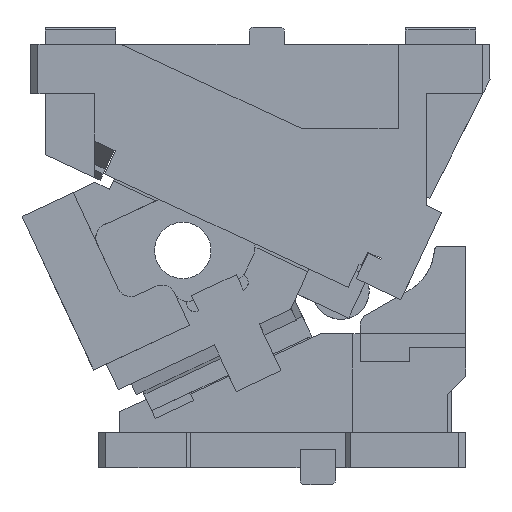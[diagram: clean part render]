
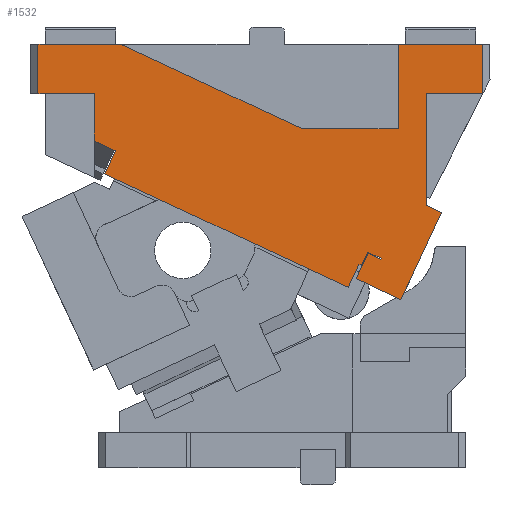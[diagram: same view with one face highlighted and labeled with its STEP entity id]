
A CAD part, left-side view. The second image highlights one B-rep face of the part: STEP entity #1532.
In plain terms, the highlighted planar face has unit normal (-1, 0, 0).
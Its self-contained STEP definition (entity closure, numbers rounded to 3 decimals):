
#295=CARTESIAN_POINT('Vertex',(-362.668,1103.127,0.)) ;
#298=CARTESIAN_POINT('Line Origine',(-362.668,1073.916,0.)) ;
#302=CARTESIAN_POINT('Vertex',(-362.668,1044.704,0.)) ;
#1318=CARTESIAN_POINT('Vertex',(-362.668,1103.127,-35.)) ;
#1321=CARTESIAN_POINT('Line Origine',(-362.668,1103.127,-17.5)) ;
#1333=CARTESIAN_POINT('Axis2P3D Location',(-362.668,943.981,-58.18)) ;
#1338=CARTESIAN_POINT('Line Origine',(-362.668,831.829,-150.021)) ;
#1342=CARTESIAN_POINT('Vertex',(-362.668,817.46,-119.206)) ;
#1344=CARTESIAN_POINT('Vertex',(-362.668,846.198,-180.835)) ;
#1347=CARTESIAN_POINT('Line Origine',(-362.668,822.898,-116.671)) ;
#1351=CARTESIAN_POINT('Vertex',(-362.668,828.336,-114.135)) ;
#1354=CARTESIAN_POINT('Line Origine',(-362.668,828.231,-113.929)) ;
#1358=CARTESIAN_POINT('Vertex',(-362.668,828.127,-113.723)) ;
#1361=CARTESIAN_POINT('Line Origine',(-362.668,828.127,-74.361)) ;
#1365=CARTESIAN_POINT('Vertex',(-362.668,828.127,-35.)) ;
#1368=CARTESIAN_POINT('Line Origine',(-362.668,808.163,-35.)) ;
#1372=CARTESIAN_POINT('Vertex',(-362.668,788.199,-35.)) ;
#1375=CARTESIAN_POINT('Line Origine',(-362.668,788.163,-34.929)) ;
#1379=CARTESIAN_POINT('Vertex',(-362.668,788.127,-34.858)) ;
#1382=CARTESIAN_POINT('Line Origine',(-362.668,788.127,-17.429)) ;
#1386=CARTESIAN_POINT('Vertex',(-362.668,788.127,0.)) ;
#1389=CARTESIAN_POINT('Line Origine',(-362.668,818.127,0.)) ;
#1393=CARTESIAN_POINT('Vertex',(-362.668,848.127,0.)) ;
#1396=CARTESIAN_POINT('Line Origine',(-362.668,848.127,-30.)) ;
#1400=CARTESIAN_POINT('Vertex',(-362.668,848.127,-60.)) ;
#1403=CARTESIAN_POINT('Line Origine',(-362.668,882.08,-60.)) ;
#1407=CARTESIAN_POINT('Vertex',(-362.668,916.034,-60.)) ;
#1410=CARTESIAN_POINT('Line Origine',(-362.668,980.369,-30.)) ;
#1415=CARTESIAN_POINT('Line Origine',(-362.668,1083.127,-35.)) ;
#1419=CARTESIAN_POINT('Vertex',(-362.668,1063.127,-35.)) ;
#1422=CARTESIAN_POINT('Line Origine',(-362.668,1063.127,-51.823)) ;
#1426=CARTESIAN_POINT('Vertex',(-362.668,1063.127,-68.646)) ;
#1429=CARTESIAN_POINT('Line Origine',(-362.668,1055.642,-72.136)) ;
#1433=CARTESIAN_POINT('Vertex',(-362.668,1048.157,-75.626)) ;
#1436=CARTESIAN_POINT('Line Origine',(-362.668,1051.961,-83.783)) ;
#1440=CARTESIAN_POINT('Vertex',(-362.668,1055.764,-91.94)) ;
#1443=CARTESIAN_POINT('Line Origine',(-362.668,969.665,-132.089)) ;
#1447=CARTESIAN_POINT('Vertex',(-362.668,883.566,-172.237)) ;
#1450=CARTESIAN_POINT('Line Origine',(-362.668,879.762,-164.081)) ;
#1454=CARTESIAN_POINT('Vertex',(-362.668,875.959,-155.924)) ;
#1457=CARTESIAN_POINT('Line Origine',(-362.668,875.052,-156.347)) ;
#1461=CARTESIAN_POINT('Vertex',(-362.668,874.146,-156.769)) ;
#1464=CARTESIAN_POINT('Line Origine',(-362.668,871.927,-152.011)) ;
#1468=CARTESIAN_POINT('Vertex',(-362.668,869.709,-147.253)) ;
#1471=CARTESIAN_POINT('Line Origine',(-362.668,864.95,-149.472)) ;
#1475=CARTESIAN_POINT('Vertex',(-362.668,860.192,-151.69)) ;
#1478=CARTESIAN_POINT('Line Origine',(-362.668,860.298,-151.917)) ;
#1482=CARTESIAN_POINT('Vertex',(-362.668,860.404,-152.144)) ;
#1485=CARTESIAN_POINT('Line Origine',(-362.668,864.935,-150.03)) ;
#1489=CARTESIAN_POINT('Vertex',(-362.668,869.467,-147.917)) ;
#1492=CARTESIAN_POINT('Line Origine',(-362.668,873.693,-156.98)) ;
#1496=CARTESIAN_POINT('Vertex',(-362.668,877.919,-166.044)) ;
#1499=CARTESIAN_POINT('Line Origine',(-362.668,862.059,-173.439)) ;
#299=DIRECTION('Vector Direction',(0.,1.,0.)) ;
#1322=DIRECTION('Vector Direction',(0.,0.,1.)) ;
#1334=DIRECTION('Axis2P3D Direction',(1.,0.,0.)) ;
#1335=DIRECTION('Axis2P3D XDirection',(0.,1.,0.)) ;
#1339=DIRECTION('Vector Direction',(0.,0.423,-0.906)) ;
#1348=DIRECTION('Vector Direction',(0.,0.906,0.423)) ;
#1355=DIRECTION('Vector Direction',(0.,-0.452,0.892)) ;
#1362=DIRECTION('Vector Direction',(0.,0.,1.)) ;
#1369=DIRECTION('Vector Direction',(0.,-1.,0.)) ;
#1376=DIRECTION('Vector Direction',(0.,-0.452,0.892)) ;
#1383=DIRECTION('Vector Direction',(0.,0.,-1.)) ;
#1390=DIRECTION('Vector Direction',(0.,-1.,0.)) ;
#1397=DIRECTION('Vector Direction',(0.,0.,-1.)) ;
#1404=DIRECTION('Vector Direction',(0.,1.,0.)) ;
#1411=DIRECTION('Vector Direction',(0.,-0.906,-0.423)) ;
#1416=DIRECTION('Vector Direction',(0.,-1.,0.)) ;
#1423=DIRECTION('Vector Direction',(0.,0.,-1.)) ;
#1430=DIRECTION('Vector Direction',(0.,-0.906,-0.423)) ;
#1437=DIRECTION('Vector Direction',(0.,-0.423,0.906)) ;
#1444=DIRECTION('Vector Direction',(0.,-0.906,-0.423)) ;
#1451=DIRECTION('Vector Direction',(0.,-0.423,0.906)) ;
#1458=DIRECTION('Vector Direction',(0.,-0.906,-0.423)) ;
#1465=DIRECTION('Vector Direction',(0.,-0.423,0.906)) ;
#1472=DIRECTION('Vector Direction',(0.,-0.906,-0.423)) ;
#1479=DIRECTION('Vector Direction',(0.,0.423,-0.906)) ;
#1486=DIRECTION('Vector Direction',(0.,-0.906,-0.423)) ;
#1493=DIRECTION('Vector Direction',(0.,-0.423,0.906)) ;
#1500=DIRECTION('Vector Direction',(0.,-0.906,-0.423)) ;
#1336=AXIS2_PLACEMENT_3D('Plane Axis2P3D',#1333,#1334,#1335) ;
#1505=ORIENTED_EDGE('',*,*,#1346,.F.) ;
#1506=ORIENTED_EDGE('',*,*,#1353,.T.) ;
#1507=ORIENTED_EDGE('',*,*,#1360,.T.) ;
#1508=ORIENTED_EDGE('',*,*,#1367,.T.) ;
#1509=ORIENTED_EDGE('',*,*,#1374,.T.) ;
#1510=ORIENTED_EDGE('',*,*,#1381,.T.) ;
#1511=ORIENTED_EDGE('',*,*,#1388,.F.) ;
#1512=ORIENTED_EDGE('',*,*,#1395,.F.) ;
#1513=ORIENTED_EDGE('',*,*,#1402,.T.) ;
#1514=ORIENTED_EDGE('',*,*,#1409,.T.) ;
#1515=ORIENTED_EDGE('',*,*,#1414,.F.) ;
#1516=ORIENTED_EDGE('',*,*,#304,.T.) ;
#1517=ORIENTED_EDGE('',*,*,#1325,.F.) ;
#1518=ORIENTED_EDGE('',*,*,#1421,.T.) ;
#1519=ORIENTED_EDGE('',*,*,#1428,.T.) ;
#1520=ORIENTED_EDGE('',*,*,#1435,.T.) ;
#1521=ORIENTED_EDGE('',*,*,#1442,.F.) ;
#1522=ORIENTED_EDGE('',*,*,#1449,.F.) ;
#1523=ORIENTED_EDGE('',*,*,#1456,.T.) ;
#1524=ORIENTED_EDGE('',*,*,#1463,.T.) ;
#1525=ORIENTED_EDGE('',*,*,#1470,.T.) ;
#1526=ORIENTED_EDGE('',*,*,#1477,.T.) ;
#1527=ORIENTED_EDGE('',*,*,#1484,.T.) ;
#1528=ORIENTED_EDGE('',*,*,#1491,.F.) ;
#1529=ORIENTED_EDGE('',*,*,#1498,.F.) ;
#1530=ORIENTED_EDGE('',*,*,#1503,.T.) ;
#300=VECTOR('Line Direction',#299,1.) ;
#1323=VECTOR('Line Direction',#1322,1.) ;
#1340=VECTOR('Line Direction',#1339,1.) ;
#1349=VECTOR('Line Direction',#1348,1.) ;
#1356=VECTOR('Line Direction',#1355,1.) ;
#1363=VECTOR('Line Direction',#1362,1.) ;
#1370=VECTOR('Line Direction',#1369,1.) ;
#1377=VECTOR('Line Direction',#1376,1.) ;
#1384=VECTOR('Line Direction',#1383,1.) ;
#1391=VECTOR('Line Direction',#1390,1.) ;
#1398=VECTOR('Line Direction',#1397,1.) ;
#1405=VECTOR('Line Direction',#1404,1.) ;
#1412=VECTOR('Line Direction',#1411,1.) ;
#1417=VECTOR('Line Direction',#1416,1.) ;
#1424=VECTOR('Line Direction',#1423,1.) ;
#1431=VECTOR('Line Direction',#1430,1.) ;
#1438=VECTOR('Line Direction',#1437,1.) ;
#1445=VECTOR('Line Direction',#1444,1.) ;
#1452=VECTOR('Line Direction',#1451,1.) ;
#1459=VECTOR('Line Direction',#1458,1.) ;
#1466=VECTOR('Line Direction',#1465,1.) ;
#1473=VECTOR('Line Direction',#1472,1.) ;
#1480=VECTOR('Line Direction',#1479,1.) ;
#1487=VECTOR('Line Direction',#1486,1.) ;
#1494=VECTOR('Line Direction',#1493,1.) ;
#1501=VECTOR('Line Direction',#1500,1.) ;
#1532=ADVANCED_FACE('CAM HOLDER',(#1531),#1337,.F.) ;
#304=EDGE_CURVE('',#303,#296,#301,.T.) ;
#1325=EDGE_CURVE('',#1319,#296,#1324,.T.) ;
#1346=EDGE_CURVE('',#1343,#1345,#1341,.T.) ;
#1353=EDGE_CURVE('',#1343,#1352,#1350,.T.) ;
#1360=EDGE_CURVE('',#1352,#1359,#1357,.T.) ;
#1367=EDGE_CURVE('',#1359,#1366,#1364,.T.) ;
#1374=EDGE_CURVE('',#1366,#1373,#1371,.T.) ;
#1381=EDGE_CURVE('',#1373,#1380,#1378,.T.) ;
#1388=EDGE_CURVE('',#1387,#1380,#1385,.T.) ;
#1395=EDGE_CURVE('',#1394,#1387,#1392,.T.) ;
#1402=EDGE_CURVE('',#1394,#1401,#1399,.T.) ;
#1409=EDGE_CURVE('',#1401,#1408,#1406,.T.) ;
#1414=EDGE_CURVE('',#303,#1408,#1413,.T.) ;
#1421=EDGE_CURVE('',#1319,#1420,#1418,.T.) ;
#1428=EDGE_CURVE('',#1420,#1427,#1425,.T.) ;
#1435=EDGE_CURVE('',#1427,#1434,#1432,.T.) ;
#1442=EDGE_CURVE('',#1441,#1434,#1439,.T.) ;
#1449=EDGE_CURVE('',#1448,#1441,#1446,.F.) ;
#1456=EDGE_CURVE('',#1448,#1455,#1453,.T.) ;
#1463=EDGE_CURVE('',#1455,#1462,#1460,.T.) ;
#1470=EDGE_CURVE('',#1462,#1469,#1467,.T.) ;
#1477=EDGE_CURVE('',#1469,#1476,#1474,.T.) ;
#1484=EDGE_CURVE('',#1476,#1483,#1481,.T.) ;
#1491=EDGE_CURVE('',#1490,#1483,#1488,.T.) ;
#1498=EDGE_CURVE('',#1497,#1490,#1495,.T.) ;
#1503=EDGE_CURVE('',#1497,#1345,#1502,.T.) ;
#1504=EDGE_LOOP('',(#1505,#1506,#1507,#1508,#1509,#1510,#1511,#1512,#1513,#1514,#1515,#1516,#1517,#1518,#1519,#1520,#1521,#1522,#1523,#1524,#1525,#1526,#1527,#1528,#1529,#1530)) ;
#1531=FACE_OUTER_BOUND('',#1504,.T.) ;
#301=LINE('Line',#298,#300) ;
#1324=LINE('Line',#1321,#1323) ;
#1341=LINE('Line',#1338,#1340) ;
#1350=LINE('Line',#1347,#1349) ;
#1357=LINE('Line',#1354,#1356) ;
#1364=LINE('Line',#1361,#1363) ;
#1371=LINE('Line',#1368,#1370) ;
#1378=LINE('Line',#1375,#1377) ;
#1385=LINE('Line',#1382,#1384) ;
#1392=LINE('Line',#1389,#1391) ;
#1399=LINE('Line',#1396,#1398) ;
#1406=LINE('Line',#1403,#1405) ;
#1413=LINE('Line',#1410,#1412) ;
#1418=LINE('Line',#1415,#1417) ;
#1425=LINE('Line',#1422,#1424) ;
#1432=LINE('Line',#1429,#1431) ;
#1439=LINE('Line',#1436,#1438) ;
#1446=LINE('Line',#1443,#1445) ;
#1453=LINE('Line',#1450,#1452) ;
#1460=LINE('Line',#1457,#1459) ;
#1467=LINE('Line',#1464,#1466) ;
#1474=LINE('Line',#1471,#1473) ;
#1481=LINE('Line',#1478,#1480) ;
#1488=LINE('Line',#1485,#1487) ;
#1495=LINE('Line',#1492,#1494) ;
#1502=LINE('Line',#1499,#1501) ;
#1337=PLANE('Plane',#1336) ;
#296=VERTEX_POINT('',#295) ;
#303=VERTEX_POINT('',#302) ;
#1319=VERTEX_POINT('',#1318) ;
#1343=VERTEX_POINT('',#1342) ;
#1345=VERTEX_POINT('',#1344) ;
#1352=VERTEX_POINT('',#1351) ;
#1359=VERTEX_POINT('',#1358) ;
#1366=VERTEX_POINT('',#1365) ;
#1373=VERTEX_POINT('',#1372) ;
#1380=VERTEX_POINT('',#1379) ;
#1387=VERTEX_POINT('',#1386) ;
#1394=VERTEX_POINT('',#1393) ;
#1401=VERTEX_POINT('',#1400) ;
#1408=VERTEX_POINT('',#1407) ;
#1420=VERTEX_POINT('',#1419) ;
#1427=VERTEX_POINT('',#1426) ;
#1434=VERTEX_POINT('',#1433) ;
#1441=VERTEX_POINT('',#1440) ;
#1448=VERTEX_POINT('',#1447) ;
#1455=VERTEX_POINT('',#1454) ;
#1462=VERTEX_POINT('',#1461) ;
#1469=VERTEX_POINT('',#1468) ;
#1476=VERTEX_POINT('',#1475) ;
#1483=VERTEX_POINT('',#1482) ;
#1490=VERTEX_POINT('',#1489) ;
#1497=VERTEX_POINT('',#1496) ;
